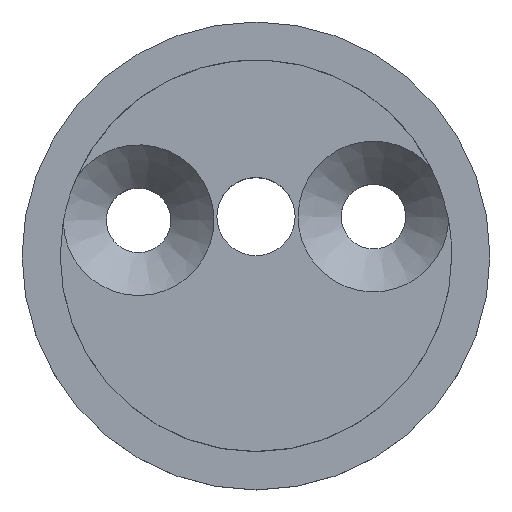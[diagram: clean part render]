
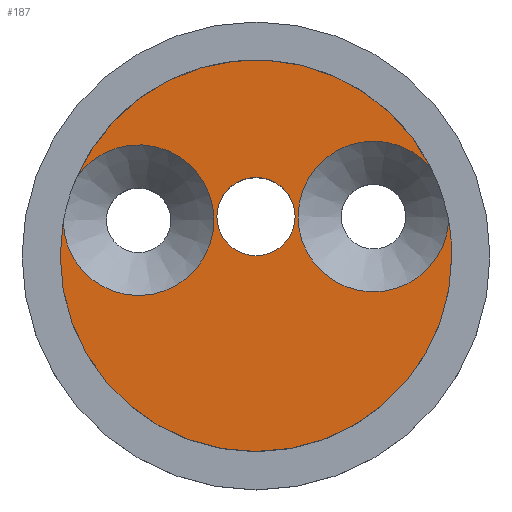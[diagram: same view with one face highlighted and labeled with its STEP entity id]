
A CAD part, top view. The second image highlights one B-rep face of the part: STEP entity #187.
In plain terms, the highlighted planar face has unit normal (0, 0, 1).
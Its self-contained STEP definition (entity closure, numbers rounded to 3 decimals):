
#19=FACE_BOUND('',#52,.T.);
#22=PLANE('',#226);
#37=FACE_OUTER_BOUND('',#51,.T.);
#51=EDGE_LOOP('',(#169,#170,#171,#172,#173,#174));
#52=EDGE_LOOP('',(#175));
#54=CIRCLE('',#204,3.85);
#55=CIRCLE('',#206,10.);
#57=CIRCLE('',#208,10.);
#58=CIRCLE('',#209,10.);
#60=CIRCLE('',#213,3.85);
#62=CIRCLE('',#215,3.85);
#67=CIRCLE('',#225,2.);
#85=VERTEX_POINT('',#288);
#88=VERTEX_POINT('',#297);
#89=VERTEX_POINT('',#306);
#91=VERTEX_POINT('',#311);
#92=VERTEX_POINT('',#313);
#94=VERTEX_POINT('',#328);
#100=VERTEX_POINT('',#349);
#105=EDGE_CURVE('',#88,#85,#54,.T.);
#106=EDGE_CURVE('',#89,#85,#55,.T.);
#109=EDGE_CURVE('',#91,#89,#57,.T.);
#111=EDGE_CURVE('',#88,#92,#58,.T.);
#114=EDGE_CURVE('',#91,#94,#60,.T.);
#117=EDGE_CURVE('',#94,#92,#62,.T.);
#124=EDGE_CURVE('',#100,#100,#67,.T.);
#169=ORIENTED_EDGE('',*,*,#105,.F.);
#170=ORIENTED_EDGE('',*,*,#111,.T.);
#171=ORIENTED_EDGE('',*,*,#117,.F.);
#172=ORIENTED_EDGE('',*,*,#114,.F.);
#173=ORIENTED_EDGE('',*,*,#109,.T.);
#174=ORIENTED_EDGE('',*,*,#106,.T.);
#175=ORIENTED_EDGE('',*,*,#124,.T.);
#187=ADVANCED_FACE('',(#37,#19),#22,.T.);
#204=AXIS2_PLACEMENT_3D('',#304,#234,#235);
#206=AXIS2_PLACEMENT_3D('',#307,#238,#239);
#208=AXIS2_PLACEMENT_3D('',#312,#243,#244);
#209=AXIS2_PLACEMENT_3D('',#322,#245,#246);
#213=AXIS2_PLACEMENT_3D('',#329,#254,#255);
#215=AXIS2_PLACEMENT_3D('',#333,#259,#260);
#225=AXIS2_PLACEMENT_3D('',#350,#281,#282);
#226=AXIS2_PLACEMENT_3D('',#352,#284,#285);
#234=DIRECTION('center_axis',(0.,0.,1.));
#235=DIRECTION('ref_axis',(-1.,0.,0.));
#238=DIRECTION('center_axis',(0.,0.,1.));
#239=DIRECTION('ref_axis',(-1.,0.,0.));
#243=DIRECTION('center_axis',(0.,0.,1.));
#244=DIRECTION('ref_axis',(-1.,0.,0.));
#245=DIRECTION('center_axis',(0.,0.,1.));
#246=DIRECTION('ref_axis',(-1.,0.,0.));
#254=DIRECTION('center_axis',(0.,0.,1.));
#255=DIRECTION('ref_axis',(-1.,0.,0.));
#259=DIRECTION('center_axis',(0.,0.,1.));
#260=DIRECTION('ref_axis',(-1.,0.,0.));
#281=DIRECTION('center_axis',(0.,0.,-1.));
#282=DIRECTION('ref_axis',(-1.,0.,0.));
#284=DIRECTION('center_axis',(0.,0.,1.));
#285=DIRECTION('ref_axis',(-1.,0.,0.));
#288=CARTESIAN_POINT('',(9.843,-0.234,44.));
#297=CARTESIAN_POINT('',(8.934,2.493,44.));
#304=CARTESIAN_POINT('Origin',(6.,0.,44.));
#306=CARTESIAN_POINT('',(10.,-2.,44.));
#307=CARTESIAN_POINT('Origin',(0.,-2.,44.));
#311=CARTESIAN_POINT('',(-9.847,-0.255,44.));
#312=CARTESIAN_POINT('Origin',(0.,-2.,44.));
#313=CARTESIAN_POINT('',(-9.161,2.009,44.));
#322=CARTESIAN_POINT('Origin',(0.,-2.,44.));
#328=CARTESIAN_POINT('',(-2.147,-0.185,44.));
#329=CARTESIAN_POINT('Origin',(-5.997,-0.185,44.));
#333=CARTESIAN_POINT('Origin',(-5.997,-0.185,44.));
#349=CARTESIAN_POINT('',(2.,0.,44.));
#350=CARTESIAN_POINT('Origin',(0.,0.,44.));
#352=CARTESIAN_POINT('Origin',(0.,-2.,44.));
